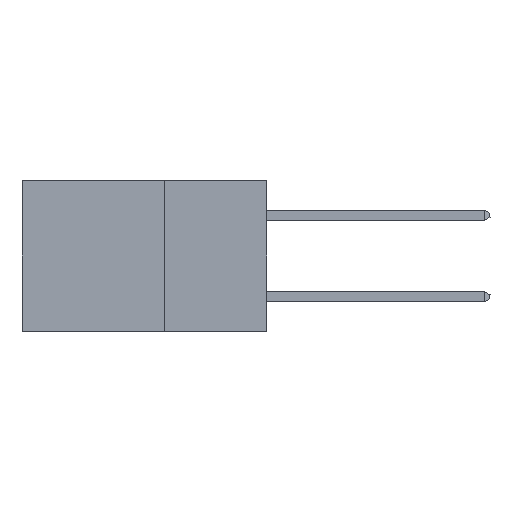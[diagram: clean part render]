
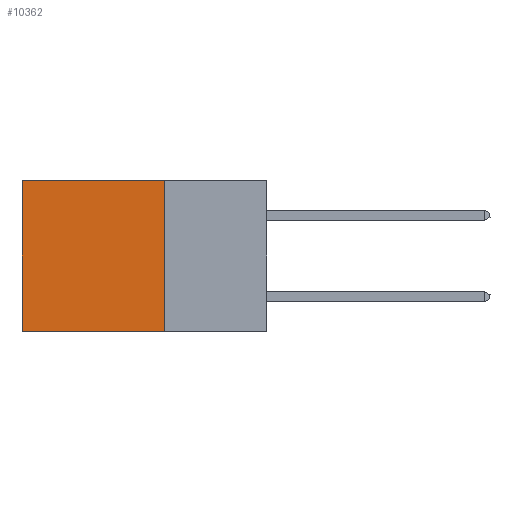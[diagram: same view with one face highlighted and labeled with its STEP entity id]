
A CAD part, left-side view. The second image highlights one B-rep face of the part: STEP entity #10362.
In plain terms, the highlighted planar face has unit normal (-1, 0, 0).
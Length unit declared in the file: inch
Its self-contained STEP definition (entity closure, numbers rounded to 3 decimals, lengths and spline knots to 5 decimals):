
#530 = DIRECTION ( 'NONE',  ( 0., 1., 0. ) ) ;
#960 = VECTOR ( 'NONE', #530, 39.37008 ) ;
#1166 = EDGE_CURVE ( 'NONE', #5771, #7493, #11699, .T. ) ;
#1368 = LINE ( 'NONE', #9676, #960 ) ;
#1448 = FACE_OUTER_BOUND ( 'NONE', #6261, .T. ) ;
#1787 = CARTESIAN_POINT ( 'NONE',  ( 0.2875, 0.6, -0.37 ) ) ;
#2068 = ORIENTED_EDGE ( 'NONE', *, *, #12911, .F. ) ;
#2320 = VECTOR ( 'NONE', #14077, 39.37008 ) ;
#2683 = CARTESIAN_POINT ( 'NONE',  ( 0.2875, 0.25, 0. ) ) ;
#2791 = LINE ( 'NONE', #14335, #10603 ) ;
#2839 = CARTESIAN_POINT ( 'NONE',  ( 0.2875, 0.25, 0. ) ) ;
#2886 = VECTOR ( 'NONE', #12767, 39.37008 ) ;
#3858 = PLANE ( 'NONE',  #10324 ) ;
#4550 = CARTESIAN_POINT ( 'NONE',  ( 0.2875, 0.6, 0. ) ) ;
#4661 = ORIENTED_EDGE ( 'NONE', *, *, #9074, .T. ) ;
#5019 = EDGE_CURVE ( 'NONE', #7464, #7493, #15072, .T. ) ;
#5239 = DIRECTION ( 'NONE',  ( 1., 0., 0. ) ) ;
#5771 = VERTEX_POINT ( 'NONE', #10773 ) ;
#6261 = EDGE_LOOP ( 'NONE', ( #14011, #12808, #2068, #4661 ) ) ;
#6542 = CARTESIAN_POINT ( 'NONE',  ( 0.2875, 0.25, -0.37 ) ) ;
#7464 = VERTEX_POINT ( 'NONE', #12504 ) ;
#7493 = VERTEX_POINT ( 'NONE', #1787 ) ;
#7781 = VERTEX_POINT ( 'NONE', #2683 ) ;
#9074 = EDGE_CURVE ( 'NONE', #7781, #7464, #1368, .T. ) ;
#9676 = CARTESIAN_POINT ( 'NONE',  ( 0.2875, 0.25, 0. ) ) ;
#10324 = AXIS2_PLACEMENT_3D ( 'NONE', #2839, #5239, #11081 ) ;
#10362 = ADVANCED_FACE ( 'NONE', ( #1448 ), #3858, .F. ) ;
#10603 = VECTOR ( 'NONE', #11951, 39.37008 ) ;
#10773 = CARTESIAN_POINT ( 'NONE',  ( 0.2875, 0.25, -0.37 ) ) ;
#11081 = DIRECTION ( 'NONE',  ( 0., 0., -1. ) ) ;
#11699 = LINE ( 'NONE', #6542, #2320 ) ;
#11951 = DIRECTION ( 'NONE',  ( 0., 0., -1. ) ) ;
#12504 = CARTESIAN_POINT ( 'NONE',  ( 0.2875, 0.6, 0. ) ) ;
#12767 = DIRECTION ( 'NONE',  ( 0., 0., -1. ) ) ;
#12808 = ORIENTED_EDGE ( 'NONE', *, *, #1166, .F. ) ;
#12911 = EDGE_CURVE ( 'NONE', #7781, #5771, #2791, .T. ) ;
#14011 = ORIENTED_EDGE ( 'NONE', *, *, #5019, .T. ) ;
#14077 = DIRECTION ( 'NONE',  ( 0., 1., 0. ) ) ;
#14335 = CARTESIAN_POINT ( 'NONE',  ( 0.2875, 0.25, 0. ) ) ;
#15072 = LINE ( 'NONE', #4550, #2886 ) ;
